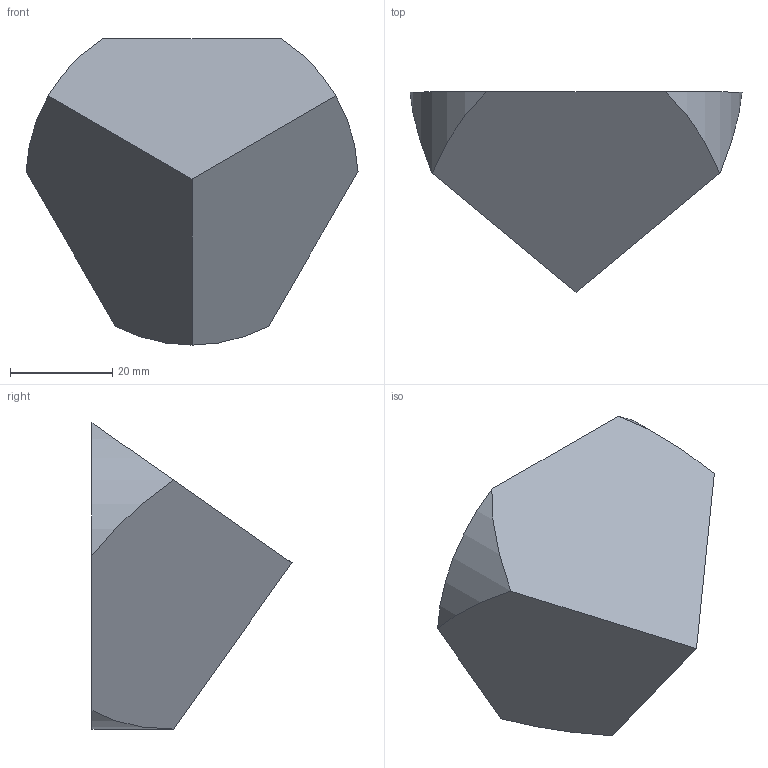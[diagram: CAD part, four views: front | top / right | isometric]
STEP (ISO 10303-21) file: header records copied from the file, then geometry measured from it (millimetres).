
FILE_DESCRIPTION (( 'STEP AP203' ), '1' );
FILE_NAME ('371509.STEP', '2021-05-27T01:17:17', ( '' ), ( '' ), 'SwSTEP 2.0', 'SolidWorks 2020', '' );
FILE_SCHEMA (( 'CONFIG_CONTROL_DESIGN' ));
Length unit declared in the file: millimetre
Products named in the file (1): 371509
Bounding box: 64.94 x 39.12 x 59.89 mm (x, y, z)
Volume: 45965.1 mm3; surface area: 8792.8 mm2
Topology: 1 solids, 1 shells, 7 faces, 15 edges, 10 vertices
Faces by surface type: plane 4, cylinder 3
Entity records: 269 total; most frequent: CARTESIAN_POINT 51, ORIENTED_EDGE 30, DIRECTION 28, EDGE_CURVE 15, AXIS2_PLACEMENT_3D 11, VERTEX_POINT 10, PERSON_AND_ORGANIZATION 8, EDGE_LOOP 7
